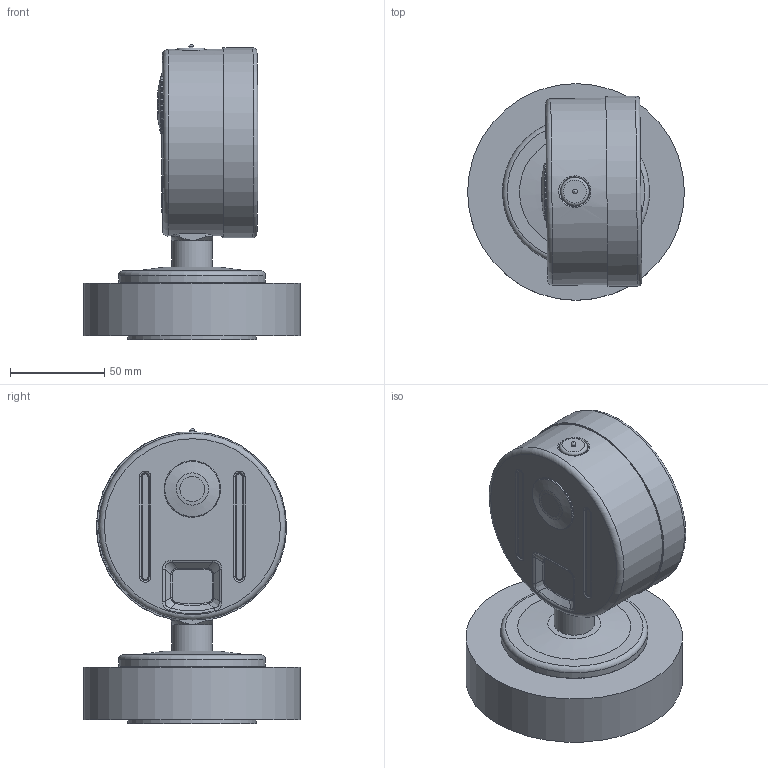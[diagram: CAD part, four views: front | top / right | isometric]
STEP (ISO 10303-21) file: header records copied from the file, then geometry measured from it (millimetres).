
FILE_DESCRIPTION(/* description */ (''),/* implementation_level */ '2;1');
FILE_NAME(/* name */ 'PF100FLO_D402_889XX402_0-4_bis_0-25_bar.stp',/* time_stamp */ '2018-02-01T14:06:30+01:00',/* author */ ('acgl'),/* organization */ (''),/* preprocessor_version */ 'ST-DEVELOPER v15.6',/* originating_system */ 'Autodesk Inventor 2015',/* authorisation */ '');
FILE_SCHEMA (('AUTOMOTIVE_DESIGN { 1 0 10303 214 3 1 1 }'));
Length unit declared in the file: centimetre
Products named in the file (1): PF100FLO_D402_889XX402_0-4_bis_0-25_bar
Bounding box: 115 x 115 x 156.7 mm (x, y, z)
Volume: 704917.1 mm3; surface area: 67220 mm2
Topology: 1 solids, 1 shells, 97 faces, 211 edges, 128 vertices
Faces by surface type: cylinder 33, plane 21, torus 16, cone 13, bspline 13, sphere 1
Full cylindrical faces by diameter (mm): 2.5 x1, 10.106 x4, 15 x1, 21.5 x1, 30 x1, 68 x1, 78 x1, 99 x1, 100.8 x1, 115 x1
Entity records: 3098 total; most frequent: CARTESIAN_POINT 998, DIRECTION 422, ORIENTED_EDGE 342, AXIS2_PLACEMENT_3D 192, EDGE_CURVE 171, EDGE_LOOP 141, VERTEX_POINT 120, CIRCLE 99
